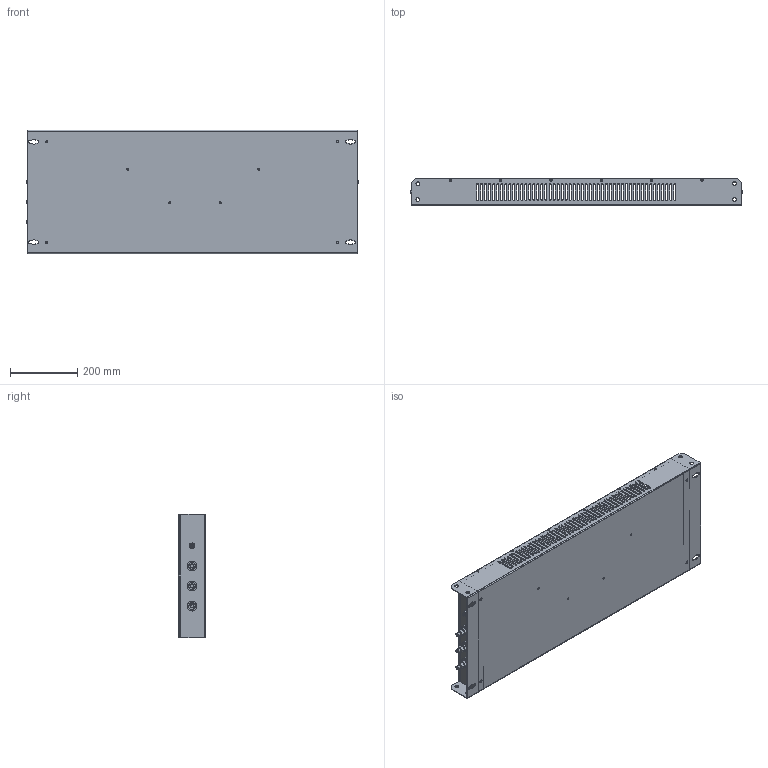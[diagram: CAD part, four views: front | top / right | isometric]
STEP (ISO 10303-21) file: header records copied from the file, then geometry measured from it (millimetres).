
FILE_DESCRIPTION (( 'STEP AP214' ), '1' );
FILE_NAME ('MIF3150-3180 r1.STEP', '2020-03-02T23:10:03', ( '' ), ( '' ), 'SwSTEP 2.0', 'SolidWorks 2017', '' );
FILE_SCHEMA (( 'AUTOMOTIVE_DESIGN' ));
Length unit declared in the file: inch
Products named in the file (1): MIF3150-3180 r1
Bounding box: 989.67 x 81.4 x 369 mm (x, y, z)
Volume: 1515640.9 mm3; surface area: 1837643.3 mm2
Topology: 66 solids, 66 shells, 3088 faces, 8515 edges, 5581 vertices
Faces by surface type: plane 1442, cylinder 1171, cone 459, torus 16
Entity records: 101831 total; most frequent: CARTESIAN_POINT 17914, DIRECTION 17660, ORIENTED_EDGE 17030, EDGE_CURVE 8515, AXIS2_PLACEMENT_3D 6299, VERTEX_POINT 5581, LINE 5062, VECTOR 5062
